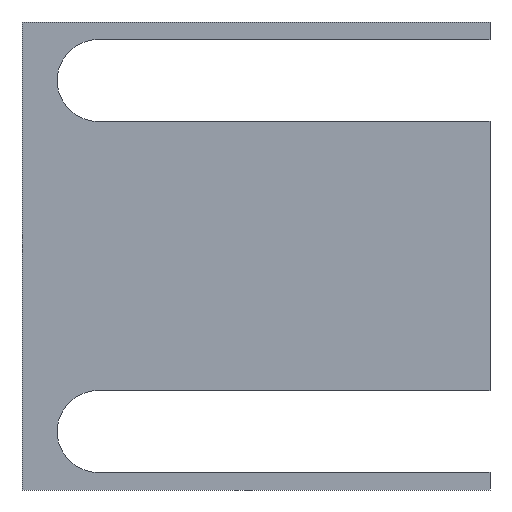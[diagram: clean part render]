
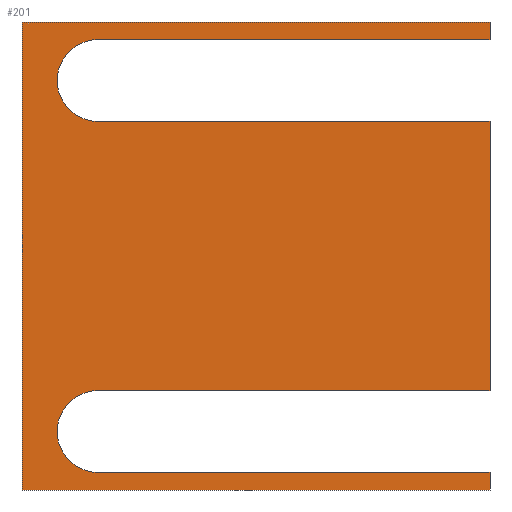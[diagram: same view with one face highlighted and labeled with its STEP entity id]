
A CAD part, left-side view. The second image highlights one B-rep face of the part: STEP entity #201.
In plain terms, the highlighted planar face has unit normal (-1, 0, 0).
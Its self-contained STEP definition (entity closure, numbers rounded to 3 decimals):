
#65 = EDGE_LOOP ( 'NONE', ( #77, #76, #74, #75, #78, #79, #80, #81, #82, #83, #84, #85 ) ) ;
#74 = ORIENTED_EDGE ( 'NONE', *, *, #414, .F. ) ;
#75 = ORIENTED_EDGE ( 'NONE', *, *, #410, .F. ) ;
#76 = ORIENTED_EDGE ( 'NONE', *, *, #415, .F. ) ;
#77 = ORIENTED_EDGE ( 'NONE', *, *, #408, .F. ) ;
#78 = ORIENTED_EDGE ( 'NONE', *, *, #416, .F. ) ;
#79 = ORIENTED_EDGE ( 'NONE', *, *, #413, .T. ) ;
#80 = ORIENTED_EDGE ( 'NONE', *, *, #412, .F. ) ;
#81 = ORIENTED_EDGE ( 'NONE', *, *, #417, .F. ) ;
#82 = ORIENTED_EDGE ( 'NONE', *, *, #418, .F. ) ;
#83 = ORIENTED_EDGE ( 'NONE', *, *, #419, .T. ) ;
#84 = ORIENTED_EDGE ( 'NONE', *, *, #420, .F. ) ;
#85 = ORIENTED_EDGE ( 'NONE', *, *, #421, .F. ) ;
#96 = LINE ( 'NONE', #316, #114 ) ;
#106 = LINE ( 'NONE', #313, #110 ) ;
#109 = FACE_OUTER_BOUND ( 'NONE', #65, .T. ) ;
#110 = VECTOR ( 'NONE', #314, 1000. ) ;
#111 = VECTOR ( 'NONE', #317, 1000. ) ;
#112 = LINE ( 'NONE', #315, #111 ) ;
#113 = LINE ( 'NONE', #327, #123 ) ;
#114 = VECTOR ( 'NONE', #319, 1000. ) ;
#115 = VECTOR ( 'NONE', #324, 1000. ) ;
#116 = LINE ( 'NONE', #325, #122 ) ;
#117 = LINE ( 'NONE', #323, #120 ) ;
#118 = LINE ( 'NONE', #318, #115 ) ;
#119 = CIRCLE ( 'NONE', #447, 7. ) ;
#120 = VECTOR ( 'NONE', #326, 1000. ) ;
#121 = LINE ( 'NONE', #329, #125 ) ;
#122 = VECTOR ( 'NONE', #328, 1000. ) ;
#123 = VECTOR ( 'NONE', #330, 1000. ) ;
#124 = VECTOR ( 'NONE', #337, 1000. ) ;
#125 = VECTOR ( 'NONE', #332, 1000. ) ;
#126 = LINE ( 'NONE', #336, #124 ) ;
#129 = LINE ( 'NONE', #331, #131 ) ;
#130 = CIRCLE ( 'NONE', #446, 7. ) ;
#131 = VECTOR ( 'NONE', #339, 1000. ) ;
#201 = ADVANCED_FACE ( 'NONE', ( #109 ), #281, .F. ) ;
#221 = VERTEX_POINT ( 'NONE', #301 ) ;
#222 = VERTEX_POINT ( 'NONE', #302 ) ;
#223 = VERTEX_POINT ( 'NONE', #303 ) ;
#224 = VERTEX_POINT ( 'NONE', #304 ) ;
#225 = VERTEX_POINT ( 'NONE', #305 ) ;
#226 = VERTEX_POINT ( 'NONE', #306 ) ;
#227 = VERTEX_POINT ( 'NONE', #307 ) ;
#228 = VERTEX_POINT ( 'NONE', #308 ) ;
#229 = VERTEX_POINT ( 'NONE', #309 ) ;
#230 = VERTEX_POINT ( 'NONE', #310 ) ;
#231 = VERTEX_POINT ( 'NONE', #311 ) ;
#232 = VERTEX_POINT ( 'NONE', #312 ) ;
#281 = PLANE ( 'NONE',  #462 ) ;
#284 = CARTESIAN_POINT ( 'NONE',  ( 0., 0., 0. ) ) ;
#290 = DIRECTION ( 'NONE',  ( 1., 0., 0. ) ) ;
#291 = DIRECTION ( 'NONE',  ( 0., 0., -1. ) ) ;
#301 = CARTESIAN_POINT ( 'NONE',  ( 0., 0., 37. ) ) ;
#302 = CARTESIAN_POINT ( 'NONE',  ( 0., 67., 37. ) ) ;
#303 = CARTESIAN_POINT ( 'NONE',  ( 0., 67., 23. ) ) ;
#304 = CARTESIAN_POINT ( 'NONE',  ( 0., 0., 23. ) ) ;
#305 = CARTESIAN_POINT ( 'NONE',  ( 0., 0., -23. ) ) ;
#306 = CARTESIAN_POINT ( 'NONE',  ( 0., 67., -23. ) ) ;
#307 = CARTESIAN_POINT ( 'NONE',  ( 0., 67., -37. ) ) ;
#308 = CARTESIAN_POINT ( 'NONE',  ( 0., 0., -37. ) ) ;
#309 = CARTESIAN_POINT ( 'NONE',  ( 0., 0., -40. ) ) ;
#310 = CARTESIAN_POINT ( 'NONE',  ( 0., 80., -40. ) ) ;
#311 = CARTESIAN_POINT ( 'NONE',  ( 0., 0., 40. ) ) ;
#312 = CARTESIAN_POINT ( 'NONE',  ( 0., 80., 40. ) ) ;
#313 = CARTESIAN_POINT ( 'NONE',  ( 0., 0., 40. ) ) ;
#314 = DIRECTION ( 'NONE',  ( 0., -1., 0. ) ) ;
#315 = CARTESIAN_POINT ( 'NONE',  ( 0., 0., -40. ) ) ;
#316 = CARTESIAN_POINT ( 'NONE',  ( 0., 67., -23. ) ) ;
#317 = DIRECTION ( 'NONE',  ( 0., 0., -1. ) ) ;
#318 = CARTESIAN_POINT ( 'NONE',  ( 0., 80., -40. ) ) ;
#319 = DIRECTION ( 'NONE',  ( 0., 1., 0. ) ) ;
#320 = CARTESIAN_POINT ( 'NONE',  ( 0., 67., -30. ) ) ;
#321 = DIRECTION ( 'NONE',  ( 1., 0., 0. ) ) ;
#322 = DIRECTION ( 'NONE',  ( 0., 0., 1. ) ) ;
#323 = CARTESIAN_POINT ( 'NONE',  ( 0., 80., 40. ) ) ;
#324 = DIRECTION ( 'NONE',  ( 0., 1., 0. ) ) ;
#325 = CARTESIAN_POINT ( 'NONE',  ( 0., 0., -37. ) ) ;
#326 = DIRECTION ( 'NONE',  ( 0., 0., 1. ) ) ;
#327 = CARTESIAN_POINT ( 'NONE',  ( 0., 0., -23. ) ) ;
#328 = DIRECTION ( 'NONE',  ( 0., -1., 0. ) ) ;
#329 = CARTESIAN_POINT ( 'NONE',  ( 0., 0., 23. ) ) ;
#330 = DIRECTION ( 'NONE',  ( 0., 0., -1. ) ) ;
#331 = CARTESIAN_POINT ( 'NONE',  ( 0., 0., 37. ) ) ;
#332 = DIRECTION ( 'NONE',  ( 0., -1., 0. ) ) ;
#333 = CARTESIAN_POINT ( 'NONE',  ( 0., 67., 30. ) ) ;
#334 = DIRECTION ( 'NONE',  ( 1., 0., 0. ) ) ;
#335 = DIRECTION ( 'NONE',  ( 0., 0., 1. ) ) ;
#336 = CARTESIAN_POINT ( 'NONE',  ( 0., 67., 37. ) ) ;
#337 = DIRECTION ( 'NONE',  ( 0., 1., 0. ) ) ;
#339 = DIRECTION ( 'NONE',  ( 0., 0., -1. ) ) ;
#408 = EDGE_CURVE ( 'NONE', #232, #231, #106, .T. ) ;
#410 = EDGE_CURVE ( 'NONE', #228, #229, #112, .T. ) ;
#412 = EDGE_CURVE ( 'NONE', #225, #226, #96, .T. ) ;
#413 = EDGE_CURVE ( 'NONE', #227, #226, #119, .T. ) ;
#414 = EDGE_CURVE ( 'NONE', #229, #230, #118, .T. ) ;
#415 = EDGE_CURVE ( 'NONE', #230, #232, #117, .T. ) ;
#416 = EDGE_CURVE ( 'NONE', #227, #228, #116, .T. ) ;
#417 = EDGE_CURVE ( 'NONE', #224, #225, #113, .T. ) ;
#418 = EDGE_CURVE ( 'NONE', #223, #224, #121, .T. ) ;
#419 = EDGE_CURVE ( 'NONE', #223, #222, #130, .T. ) ;
#420 = EDGE_CURVE ( 'NONE', #221, #222, #126, .T. ) ;
#421 = EDGE_CURVE ( 'NONE', #231, #221, #129, .T. ) ;
#446 = AXIS2_PLACEMENT_3D ( 'NONE', #333, #334, #335 ) ;
#447 = AXIS2_PLACEMENT_3D ( 'NONE', #320, #321, #322 ) ;
#462 = AXIS2_PLACEMENT_3D ( 'NONE', #284, #290, #291 ) ;
